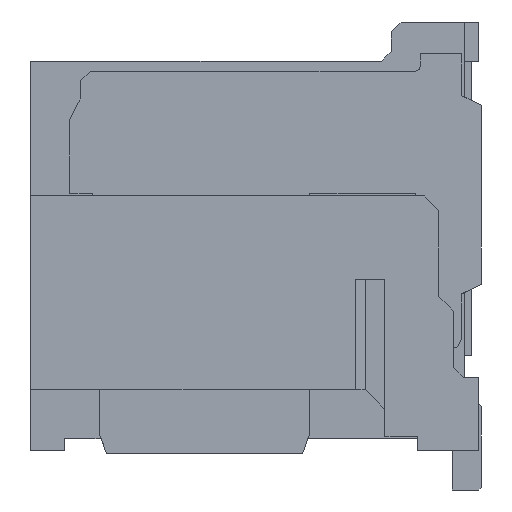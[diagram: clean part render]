
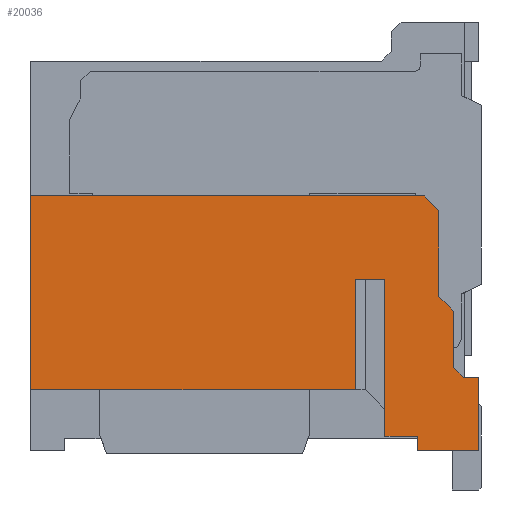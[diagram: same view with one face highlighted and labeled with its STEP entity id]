
A CAD part, left-side view. The second image highlights one B-rep face of the part: STEP entity #20036.
In plain terms, the highlighted planar face has unit normal (-1, 0, 0).
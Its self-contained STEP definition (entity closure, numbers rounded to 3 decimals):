
#517=FACE_OUTER_BOUND('',#1549,.T.);
#1549=EDGE_LOOP('',(#13209,#13210,#13211,#13212,#13213,#13214,#13215,#13216,
#13217,#13218,#13219,#13220,#13221,#13222,#13223,#13224));
#2589=LINE('',#27869,#5310);
#2603=LINE('',#27898,#5324);
#2684=LINE('',#28062,#5405);
#2696=LINE('',#28090,#5417);
#2697=LINE('',#28092,#5418);
#2698=LINE('',#28094,#5419);
#2699=LINE('',#28096,#5420);
#2700=LINE('',#28097,#5421);
#2701=LINE('',#28099,#5422);
#2702=LINE('',#28101,#5423);
#2703=LINE('',#28103,#5424);
#2704=LINE('',#28105,#5425);
#2705=LINE('',#28107,#5426);
#2706=LINE('',#28109,#5427);
#2707=LINE('',#28110,#5428);
#2708=LINE('',#28111,#5429);
#5310=VECTOR('',#22437,1.25);
#5324=VECTOR('',#22455,3.95);
#5405=VECTOR('',#22556,1.5);
#5417=VECTOR('',#22576,2.25);
#5418=VECTOR('',#22577,0.6);
#5419=VECTOR('',#22578,3.2);
#5420=VECTOR('',#22579,0.67);
#5421=VECTOR('',#22580,0.3);
#5422=VECTOR('',#22581,0.32);
#5423=VECTOR('',#22582,0.283);
#5424=VECTOR('',#22583,1.15);
#5425=VECTOR('',#22584,0.424);
#5426=VECTOR('',#22585,1.75);
#5427=VECTOR('',#22586,0.424);
#5428=VECTOR('',#22587,8.03);
#5429=VECTOR('',#22588,6.63);
#8031=VERTEX_POINT('',#27866);
#8032=VERTEX_POINT('',#27868);
#8044=VERTEX_POINT('',#27895);
#8045=VERTEX_POINT('',#27897);
#8118=VERTEX_POINT('',#28060);
#8129=VERTEX_POINT('',#28088);
#8130=VERTEX_POINT('',#28089);
#8131=VERTEX_POINT('',#28091);
#8132=VERTEX_POINT('',#28093);
#8133=VERTEX_POINT('',#28095);
#8134=VERTEX_POINT('',#28098);
#8135=VERTEX_POINT('',#28100);
#8136=VERTEX_POINT('',#28102);
#8137=VERTEX_POINT('',#28104);
#8138=VERTEX_POINT('',#28106);
#8139=VERTEX_POINT('',#28108);
#10043=EDGE_CURVE('',#8032,#8031,#2589,.T.);
#10057=EDGE_CURVE('',#8044,#8045,#2603,.T.);
#10142=EDGE_CURVE('',#8031,#8118,#2684,.T.);
#10154=EDGE_CURVE('',#8129,#8130,#2696,.T.);
#10155=EDGE_CURVE('',#8130,#8131,#2697,.T.);
#10156=EDGE_CURVE('',#8131,#8132,#2698,.T.);
#10157=EDGE_CURVE('',#8133,#8132,#2699,.T.);
#10158=EDGE_CURVE('',#8032,#8133,#2700,.T.);
#10159=EDGE_CURVE('',#8118,#8134,#2701,.T.);
#10160=EDGE_CURVE('',#8134,#8135,#2702,.T.);
#10161=EDGE_CURVE('',#8135,#8136,#2703,.T.);
#10162=EDGE_CURVE('',#8136,#8137,#2704,.T.);
#10163=EDGE_CURVE('',#8137,#8138,#2705,.T.);
#10164=EDGE_CURVE('',#8138,#8139,#2706,.T.);
#10165=EDGE_CURVE('',#8045,#8139,#2707,.T.);
#10166=EDGE_CURVE('',#8044,#8129,#2708,.T.);
#13209=ORIENTED_EDGE('',*,*,#10154,.T.);
#13210=ORIENTED_EDGE('',*,*,#10155,.T.);
#13211=ORIENTED_EDGE('',*,*,#10156,.T.);
#13212=ORIENTED_EDGE('',*,*,#10157,.F.);
#13213=ORIENTED_EDGE('',*,*,#10158,.F.);
#13214=ORIENTED_EDGE('',*,*,#10043,.T.);
#13215=ORIENTED_EDGE('',*,*,#10142,.T.);
#13216=ORIENTED_EDGE('',*,*,#10159,.T.);
#13217=ORIENTED_EDGE('',*,*,#10160,.T.);
#13218=ORIENTED_EDGE('',*,*,#10161,.T.);
#13219=ORIENTED_EDGE('',*,*,#10162,.T.);
#13220=ORIENTED_EDGE('',*,*,#10163,.T.);
#13221=ORIENTED_EDGE('',*,*,#10164,.T.);
#13222=ORIENTED_EDGE('',*,*,#10165,.F.);
#13223=ORIENTED_EDGE('',*,*,#10057,.F.);
#13224=ORIENTED_EDGE('',*,*,#10166,.T.);
#19163=PLANE('',#21086);
#20036=ADVANCED_FACE('',(#517),#19163,.T.);
#21086=AXIS2_PLACEMENT_3D('',#28087,#22574,#22575);
#22437=DIRECTION('',(0.,-1.,0.));
#22455=DIRECTION('',(0.,0.,1.));
#22556=DIRECTION('',(0.,0.,1.));
#22574=DIRECTION('center_axis',(-1.,0.,0.));
#22575=DIRECTION('ref_axis',(0.,-1.,0.));
#22576=DIRECTION('',(0.,0.,1.));
#22577=DIRECTION('',(0.,-1.,0.));
#22578=DIRECTION('',(0.,0.,-1.));
#22579=DIRECTION('',(0.,1.,0.));
#22580=DIRECTION('',(0.,0.,1.));
#22581=DIRECTION('',(0.,1.,0.));
#22582=DIRECTION('',(0.,0.707,0.707));
#22583=DIRECTION('',(0.,0.,1.));
#22584=DIRECTION('',(0.,0.707,0.707));
#22585=DIRECTION('',(0.,0.,1.));
#22586=DIRECTION('',(0.,0.707,0.707));
#22587=DIRECTION('',(0.,-1.,0.));
#22588=DIRECTION('',(0.,-1.,0.));
#27866=CARTESIAN_POINT('',(-10.4,-4.575,-4.375));
#27868=CARTESIAN_POINT('',(-10.4,-3.325,-4.375));
#27869=CARTESIAN_POINT('',(-10.4,-3.325,-4.375));
#27895=CARTESIAN_POINT('',(-10.4,4.575,-3.125));
#27897=CARTESIAN_POINT('',(-10.4,4.575,0.825));
#27898=CARTESIAN_POINT('',(-10.4,4.575,-3.125));
#28060=CARTESIAN_POINT('',(-10.4,-4.575,-2.875));
#28062=CARTESIAN_POINT('',(-10.4,-4.575,-4.375));
#28087=CARTESIAN_POINT('Origin',(-10.4,4.575,-4.375));
#28088=CARTESIAN_POINT('',(-10.4,-2.055,-3.125));
#28089=CARTESIAN_POINT('',(-10.4,-2.055,-0.875));
#28090=CARTESIAN_POINT('',(-10.4,-2.055,-3.125));
#28091=CARTESIAN_POINT('',(-10.4,-2.655,-0.875));
#28092=CARTESIAN_POINT('',(-10.4,-2.055,-0.875));
#28093=CARTESIAN_POINT('',(-10.4,-2.655,-4.075));
#28094=CARTESIAN_POINT('',(-10.4,-2.655,-0.875));
#28095=CARTESIAN_POINT('',(-10.4,-3.325,-4.075));
#28096=CARTESIAN_POINT('',(-10.4,-3.325,-4.075));
#28097=CARTESIAN_POINT('',(-10.4,-3.325,-4.375));
#28098=CARTESIAN_POINT('',(-10.4,-4.255,-2.875));
#28099=CARTESIAN_POINT('',(-10.4,-4.575,-2.875));
#28100=CARTESIAN_POINT('',(-10.4,-4.055,-2.675));
#28101=CARTESIAN_POINT('',(-10.4,-4.255,-2.875));
#28102=CARTESIAN_POINT('',(-10.4,-4.055,-1.525));
#28103=CARTESIAN_POINT('',(-10.4,-4.055,-2.675));
#28104=CARTESIAN_POINT('',(-10.4,-3.755,-1.225));
#28105=CARTESIAN_POINT('',(-10.4,-4.055,-1.525));
#28106=CARTESIAN_POINT('',(-10.4,-3.755,0.525));
#28107=CARTESIAN_POINT('',(-10.4,-3.755,-1.225));
#28108=CARTESIAN_POINT('',(-10.4,-3.455,0.825));
#28109=CARTESIAN_POINT('',(-10.4,-3.755,0.525));
#28110=CARTESIAN_POINT('',(-10.4,4.575,0.825));
#28111=CARTESIAN_POINT('',(-10.4,4.575,-3.125));
